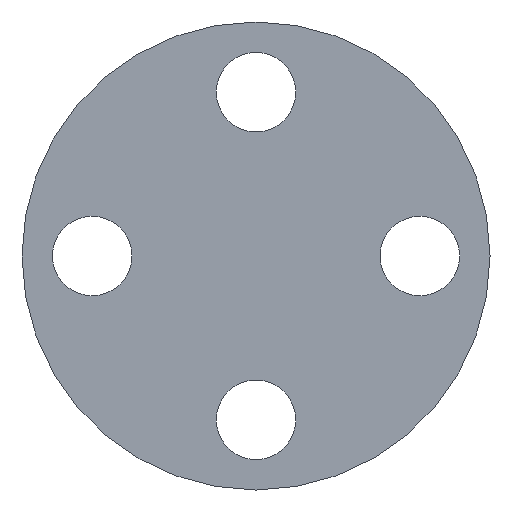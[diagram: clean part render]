
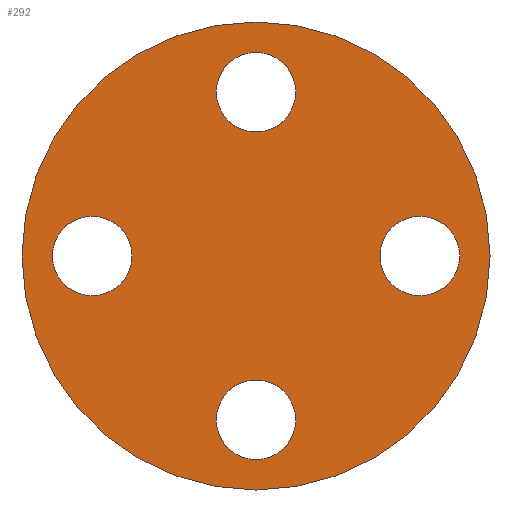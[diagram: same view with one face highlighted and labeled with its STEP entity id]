
A CAD part, front view. The second image highlights one B-rep face of the part: STEP entity #292.
In plain terms, the highlighted planar face has unit normal (0, -1, 0).
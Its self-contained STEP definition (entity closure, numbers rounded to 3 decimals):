
#15=FACE_BOUND('',#68,.T.);
#16=FACE_BOUND('',#69,.T.);
#17=FACE_BOUND('',#70,.T.);
#18=FACE_BOUND('',#71,.T.);
#33=PLANE('',#338);
#50=FACE_OUTER_BOUND('',#67,.T.);
#67=EDGE_LOOP('',(#257));
#68=EDGE_LOOP('',(#258));
#69=EDGE_LOOP('',(#259));
#70=EDGE_LOOP('',(#260));
#71=EDGE_LOOP('',(#261));
#128=CIRCLE('',#321,1.7);
#130=CIRCLE('',#324,1.7);
#132=CIRCLE('',#327,1.7);
#134=CIRCLE('',#330,1.7);
#136=CIRCLE('',#337,10.);
#147=VERTEX_POINT('',#461);
#149=VERTEX_POINT('',#467);
#151=VERTEX_POINT('',#473);
#153=VERTEX_POINT('',#479);
#159=VERTEX_POINT('',#501);
#176=EDGE_CURVE('',#147,#147,#128,.T.);
#179=EDGE_CURVE('',#149,#149,#130,.T.);
#182=EDGE_CURVE('',#151,#151,#132,.T.);
#185=EDGE_CURVE('',#153,#153,#134,.T.);
#196=EDGE_CURVE('',#159,#159,#136,.T.);
#257=ORIENTED_EDGE('',*,*,#196,.T.);
#258=ORIENTED_EDGE('',*,*,#176,.T.);
#259=ORIENTED_EDGE('',*,*,#179,.T.);
#260=ORIENTED_EDGE('',*,*,#182,.T.);
#261=ORIENTED_EDGE('',*,*,#185,.T.);
#292=ADVANCED_FACE('',(#50,#15,#16,#17,#18),#33,.T.);
#321=AXIS2_PLACEMENT_3D('',#463,#378,#379);
#324=AXIS2_PLACEMENT_3D('',#469,#385,#386);
#327=AXIS2_PLACEMENT_3D('',#475,#392,#393);
#330=AXIS2_PLACEMENT_3D('',#481,#399,#400);
#337=AXIS2_PLACEMENT_3D('',#503,#422,#423);
#338=AXIS2_PLACEMENT_3D('',#504,#424,#425);
#378=DIRECTION('center_axis',(0.,1.,0.));
#379=DIRECTION('ref_axis',(-1.,0.,0.));
#385=DIRECTION('center_axis',(0.,1.,0.));
#386=DIRECTION('ref_axis',(-1.,0.,0.));
#392=DIRECTION('center_axis',(0.,1.,0.));
#393=DIRECTION('ref_axis',(-1.,0.,0.));
#399=DIRECTION('center_axis',(0.,1.,0.));
#400=DIRECTION('ref_axis',(-1.,0.,0.));
#422=DIRECTION('center_axis',(0.,-1.,0.));
#423=DIRECTION('ref_axis',(1.,0.,0.));
#424=DIRECTION('center_axis',(0.,-1.,0.));
#425=DIRECTION('ref_axis',(-1.,0.,0.));
#461=CARTESIAN_POINT('',(8.7,0.,0.));
#463=CARTESIAN_POINT('Origin',(7.,0.,0.));
#467=CARTESIAN_POINT('',(1.7,0.,-7.));
#469=CARTESIAN_POINT('Origin',(0.,0.,-7.));
#473=CARTESIAN_POINT('',(1.7,0.,7.));
#475=CARTESIAN_POINT('Origin',(0.,0.,7.));
#479=CARTESIAN_POINT('',(-5.3,0.,0.));
#481=CARTESIAN_POINT('Origin',(-7.,0.,0.));
#501=CARTESIAN_POINT('',(-10.,0.,0.));
#503=CARTESIAN_POINT('Origin',(0.,0.,0.));
#504=CARTESIAN_POINT('Origin',(0.,0.,0.));
